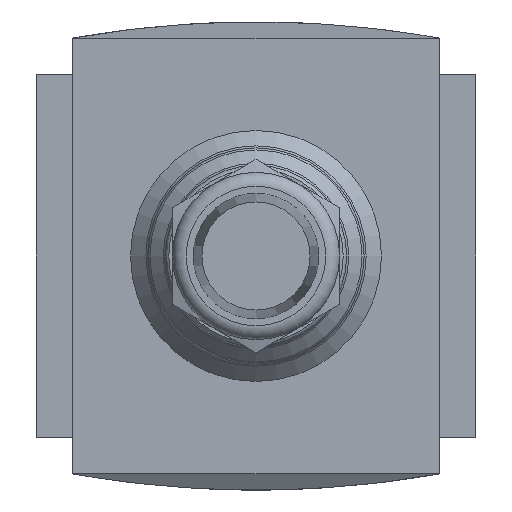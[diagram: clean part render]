
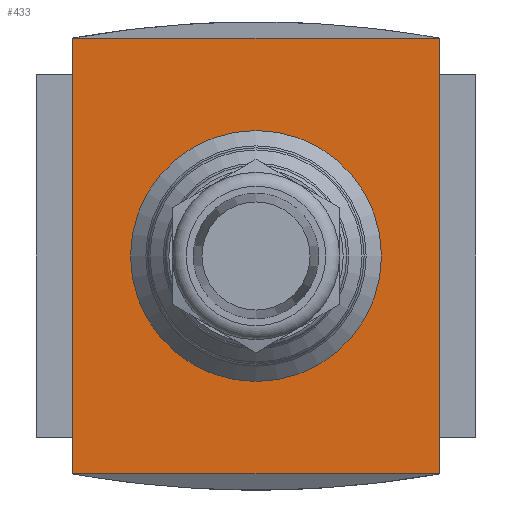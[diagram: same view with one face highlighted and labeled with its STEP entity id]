
A CAD part, front view. The second image highlights one B-rep face of the part: STEP entity #433.
In plain terms, the highlighted planar face has unit normal (0, -1, 0).
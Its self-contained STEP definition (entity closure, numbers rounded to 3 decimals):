
#433 = ADVANCED_FACE( '', ( #1065, #1066 ), #1067, .F. );
#1065 = FACE_BOUND( '', #1884, .T. );
#1066 = FACE_OUTER_BOUND( '', #1885, .T. );
#1067 = PLANE( '', #1886 );
#1884 = EDGE_LOOP( '', ( #3958 ) );
#1885 = EDGE_LOOP( '', ( #3959, #3960, #3961, #3962 ) );
#1886 = AXIS2_PLACEMENT_3D( '', #3963, #3964, #3965 );
#3958 = ORIENTED_EDGE( '', *, *, #5197, .F. );
#3959 = ORIENTED_EDGE( '', *, *, #5668, .F. );
#3960 = ORIENTED_EDGE( '', *, *, #5664, .T. );
#3961 = ORIENTED_EDGE( '', *, *, #5669, .F. );
#3962 = ORIENTED_EDGE( '', *, *, #5666, .T. );
#3963 = CARTESIAN_POINT( '', ( 0., -37.5, 116.435 ) );
#3964 = DIRECTION( '', ( 0., 1., 0. ) );
#3965 = DIRECTION( '', ( 0., 0., 1. ) );
#5197 = EDGE_CURVE( '', #6145, #6145, #6146, .F. );
#5664 = EDGE_CURVE( '', #6927, #6928, #6929, .T. );
#5666 = EDGE_CURVE( '', #6931, #6932, #6933, .T. );
#5668 = EDGE_CURVE( '', #6927, #6932, #6935, .T. );
#5669 = EDGE_CURVE( '', #6931, #6928, #6936, .T. );
#6145 = VERTEX_POINT( '', #7687 );
#6146 = CIRCLE( '', #7688, 18. );
#6927 = VERTEX_POINT( '', #8851 );
#6928 = VERTEX_POINT( '', #8852 );
#6929 = LINE( '', #8853, #8854 );
#6931 = VERTEX_POINT( '', #8856 );
#6932 = VERTEX_POINT( '', #8857 );
#6933 = LINE( '', #8858, #8859 );
#6935 = LINE( '', #8861, #8862 );
#6936 = LINE( '', #8863, #8864 );
#7687 = CARTESIAN_POINT( '', ( 0., -37.5, 18. ) );
#7688 = AXIS2_PLACEMENT_3D( '', #9734, #9735, #9736 );
#8851 = CARTESIAN_POINT( '', ( -26.25, -37.5, -31.25 ) );
#8852 = CARTESIAN_POINT( '', ( 26.25, -37.5, -31.25 ) );
#8853 = CARTESIAN_POINT( '', ( 0., -37.5, -31.25 ) );
#8854 = VECTOR( '', #10371, 1000. );
#8856 = CARTESIAN_POINT( '', ( 26.25, -37.5, 31.25 ) );
#8857 = CARTESIAN_POINT( '', ( -26.25, -37.5, 31.25 ) );
#8858 = CARTESIAN_POINT( '', ( 0., -37.5, 31.25 ) );
#8859 = VECTOR( '', #10375, 1000. );
#8861 = CARTESIAN_POINT( '', ( -26.25, -37.5, -31.25 ) );
#8862 = VECTOR( '', #10379, 1000. );
#8863 = CARTESIAN_POINT( '', ( 26.25, -37.5, 31.25 ) );
#8864 = VECTOR( '', #10380, 1000. );
#9734 = CARTESIAN_POINT( '', ( 0., -37.5, 0. ) );
#9735 = DIRECTION( '', ( 0., 1., 0. ) );
#9736 = DIRECTION( '', ( 0., 0., 1. ) );
#10371 = DIRECTION( '', ( 1., 0., 0. ) );
#10375 = DIRECTION( '', ( -1., 0., 0. ) );
#10379 = DIRECTION( '', ( 0., 0., 1. ) );
#10380 = DIRECTION( '', ( 0., 0., -1. ) );
